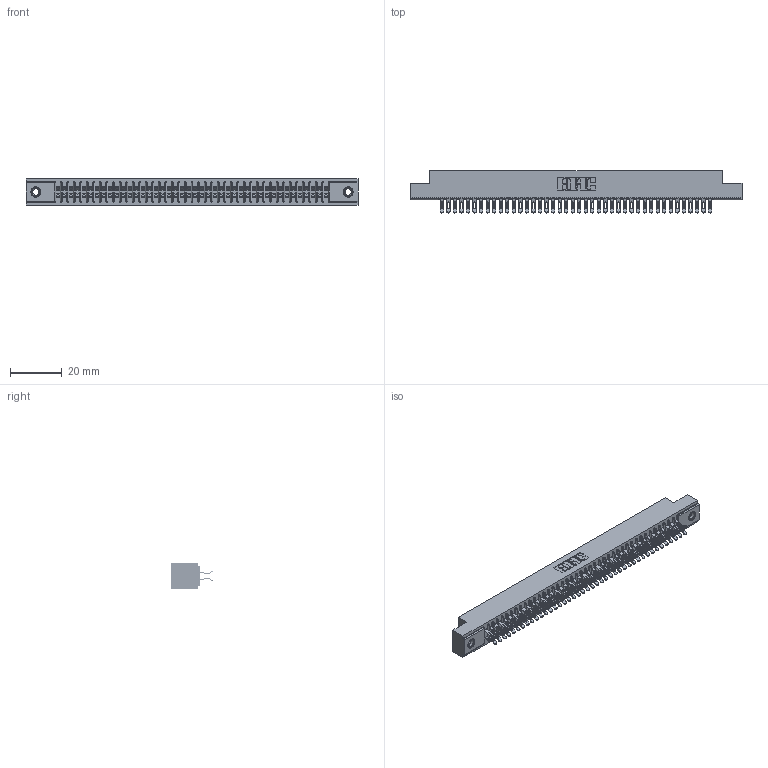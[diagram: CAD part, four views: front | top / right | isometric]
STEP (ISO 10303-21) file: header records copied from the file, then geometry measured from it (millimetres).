
FILE_DESCRIPTION (( 'STEP AP203' ), '1' );
FILE_NAME ('391-084-555-207.STEP', '2018-08-09T16:26:46', ( '' ), ( '' ), 'SwSTEP 2.0', 'SolidWorks 2016', '' );
FILE_SCHEMA (( 'CONFIG_CONTROL_DESIGN' ));
Length unit declared in the file: inch
Products named in the file (4): 345-250-001_345-250-005-103; 391-084-555-207; 341 Part_.156 (3.96) Dia Mounting Holes; 341-292-001_341-292-155
Assembly tree (87 placements, depth 2):
  391-084-555-207
    341 Part_.156 (3.96) Dia Mounting Holes
    341-292-001_341-292-155  x84
    345-250-001_345-250-005-103  x2
Bounding box: 128.91 x 16.31 x 10.16 mm (x, y, z)
Volume: 9612.2 mm3; surface area: 17783.7 mm2
Topology: 87 solids, 87 shells, 6728 faces, 20066 edges, 13058 vertices
Faces by surface type: plane 3628, cylinder 2916, sphere 86, torus 86, cone 12
Entity records: 52484 total; most frequent: CARTESIAN_POINT 8723, ORIENTED_EDGE 8652, DIRECTION 8466, EDGE_CURVE 4326, VECTOR 3476, LINE 3476, VERTEX_POINT 2736, AXIS2_PLACEMENT_3D 2495
